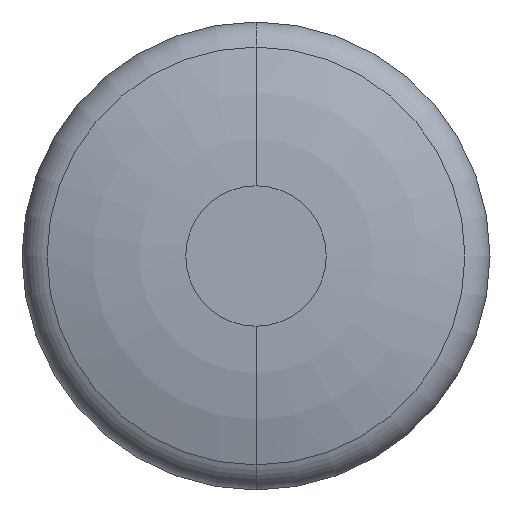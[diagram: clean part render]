
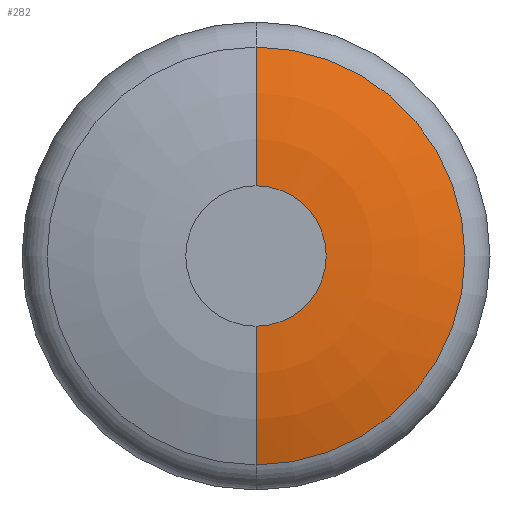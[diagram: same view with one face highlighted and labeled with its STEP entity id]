
A CAD part, front view. The second image highlights one B-rep face of the part: STEP entity #282.
In plain terms, the highlighted toroidal (fillet/blend) face has major radius 0.953 mm and minor radius 5.715 mm.
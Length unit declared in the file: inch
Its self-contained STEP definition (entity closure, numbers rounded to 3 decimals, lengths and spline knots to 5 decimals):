
#3 = CARTESIAN_POINT ( 'NONE',  ( 0., 0.225, -0.0375 ) ) ;
#15 = TOROIDAL_SURFACE ( 'NONE', #137, 0.0375, 0.225 ) ;
#34 = CARTESIAN_POINT ( 'NONE',  ( 0., 0., -0.0375 ) ) ;
#35 = CARTESIAN_POINT ( 'NONE',  ( 0., 0., 0. ) ) ;
#45 = DIRECTION ( 'NONE',  ( 0., 0., -1. ) ) ;
#51 = ORIENTED_EDGE ( 'NONE', *, *, #106, .F. ) ;
#55 = CARTESIAN_POINT ( 'NONE',  ( 0., 0.01255, -0.11159 ) ) ;
#57 = FACE_OUTER_BOUND ( 'NONE', #225, .T. ) ;
#67 = CIRCLE ( 'NONE', #105, 0.225 ) ;
#68 = EDGE_CURVE ( 'NONE', #158, #227, #252, .T. ) ;
#105 = AXIS2_PLACEMENT_3D ( 'NONE', #3, #328, #482 ) ;
#106 = EDGE_CURVE ( 'NONE', #156, #158, #67, .T. ) ;
#120 = ORIENTED_EDGE ( 'NONE', *, *, #132, .T. ) ;
#121 = EDGE_CURVE ( 'NONE', #234, #227, #408, .T. ) ;
#132 = EDGE_CURVE ( 'NONE', #156, #234, #376, .T. ) ;
#137 = AXIS2_PLACEMENT_3D ( 'NONE', #200, #339, #45 ) ;
#154 = CARTESIAN_POINT ( 'NONE',  ( 0., 0.01255, 0. ) ) ;
#156 = VERTEX_POINT ( 'NONE', #55 ) ;
#158 = VERTEX_POINT ( 'NONE', #34 ) ;
#165 = ORIENTED_EDGE ( 'NONE', *, *, #121, .T. ) ;
#177 = CARTESIAN_POINT ( 'NONE',  ( 0., 0.01255, 0.11159 ) ) ;
#182 = AXIS2_PLACEMENT_3D ( 'NONE', #154, #433, #193 ) ;
#193 = DIRECTION ( 'NONE',  ( 0., 0., -1. ) ) ;
#194 = DIRECTION ( 'NONE',  ( 0., -1., 0. ) ) ;
#200 = CARTESIAN_POINT ( 'NONE',  ( 0., 0.225, 0. ) ) ;
#208 = AXIS2_PLACEMENT_3D ( 'NONE', #293, #288, #370 ) ;
#225 = EDGE_LOOP ( 'NONE', ( #120, #165, #303, #51 ) ) ;
#227 = VERTEX_POINT ( 'NONE', #353 ) ;
#234 = VERTEX_POINT ( 'NONE', #177 ) ;
#252 = CIRCLE ( 'NONE', #444, 0.0375 ) ;
#282 = ADVANCED_FACE ( 'NONE', ( #57 ), #15, .T. ) ;
#288 = DIRECTION ( 'NONE',  ( 1., 0., 0. ) ) ;
#293 = CARTESIAN_POINT ( 'NONE',  ( 0., 0.225, 0.0375 ) ) ;
#303 = ORIENTED_EDGE ( 'NONE', *, *, #68, .F. ) ;
#328 = DIRECTION ( 'NONE',  ( -1., 0., 0. ) ) ;
#339 = DIRECTION ( 'NONE',  ( 0., -1., 0. ) ) ;
#353 = CARTESIAN_POINT ( 'NONE',  ( 0., 0., 0.0375 ) ) ;
#370 = DIRECTION ( 'NONE',  ( 0., 0., -1. ) ) ;
#376 = CIRCLE ( 'NONE', #182, 0.11159 ) ;
#408 = CIRCLE ( 'NONE', #208, 0.225 ) ;
#433 = DIRECTION ( 'NONE',  ( 0., -1., 0. ) ) ;
#443 = DIRECTION ( 'NONE',  ( 0., 0., -1. ) ) ;
#444 = AXIS2_PLACEMENT_3D ( 'NONE', #35, #194, #443 ) ;
#482 = DIRECTION ( 'NONE',  ( 0., 0., 1. ) ) ;
